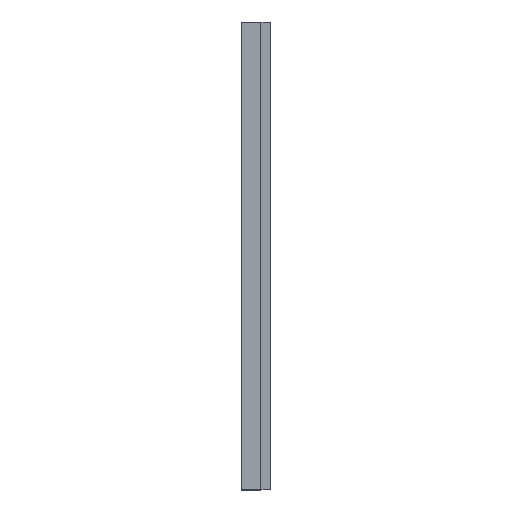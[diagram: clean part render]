
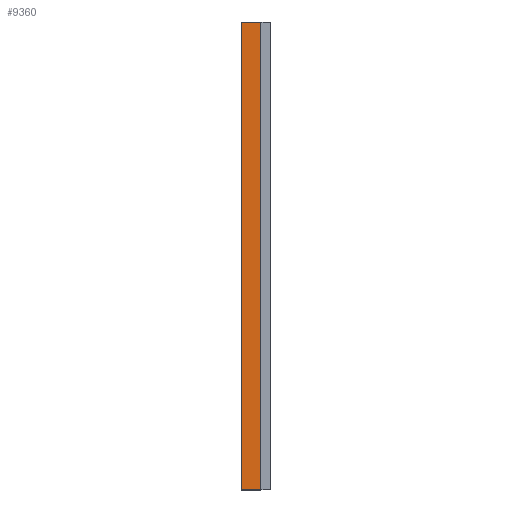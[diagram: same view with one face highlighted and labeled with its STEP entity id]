
A CAD part, left-side view. The second image highlights one B-rep face of the part: STEP entity #9360.
In plain terms, the highlighted face is planar.
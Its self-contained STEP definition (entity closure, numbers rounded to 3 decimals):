
#77 = PLANE('',#78);
#78 = AXIS2_PLACEMENT_3D('',#79,#80,#81);
#79 = CARTESIAN_POINT('',(0.,0.,-38.1));
#80 = DIRECTION('',(0.,1.,0.));
#81 = DIRECTION('',(1.,0.,0.));
#186 = VERTEX_POINT('',#187);
#187 = CARTESIAN_POINT('',(3930.65,0.,
    38.1));
#201 = PLANE('',#202);
#202 = AXIS2_PLACEMENT_3D('',#203,#204,#205);
#203 = CARTESIAN_POINT('',(1971.675,609.6,38.1));
#204 = DIRECTION('',(0.,0.,1.));
#205 = DIRECTION('',(1.,0.,0.));
#213 = EDGE_CURVE('',#214,#186,#216,.T.);
#214 = VERTEX_POINT('',#215);
#215 = CARTESIAN_POINT('',(3930.65,0.,
    -12.7));
#216 = SURFACE_CURVE('',#217,(#221,#228),.PCURVE_S1.);
#217 = LINE('',#218,#219);
#218 = CARTESIAN_POINT('',(3930.65,0.,
    -12.7));
#219 = VECTOR('',#220,1.);
#220 = DIRECTION('',(0.,0.,1.));
#221 = PCURVE('',#77,#222);
#222 = DEFINITIONAL_REPRESENTATION('',(#223),#227);
#223 = LINE('',#224,#225);
#224 = CARTESIAN_POINT('',(3930.65,-25.4));
#225 = VECTOR('',#226,1.);
#226 = DIRECTION('',(0.,-1.));
#227 = ( GEOMETRIC_REPRESENTATION_CONTEXT(2) 
PARAMETRIC_REPRESENTATION_CONTEXT() REPRESENTATION_CONTEXT('2D SPACE',''
  ) );
#228 = PCURVE('',#229,#234);
#229 = PLANE('',#230);
#230 = AXIS2_PLACEMENT_3D('',#231,#232,#233);
#231 = CARTESIAN_POINT('',(3930.65,10020.3,
    -12.7));
#232 = DIRECTION('',(1.,0.,0.));
#233 = DIRECTION('',(0.,-1.,0.));
#234 = DEFINITIONAL_REPRESENTATION('',(#235),#239);
#235 = LINE('',#236,#237);
#236 = CARTESIAN_POINT('',(10020.3,0.));
#237 = VECTOR('',#238,1.);
#238 = DIRECTION('',(0.,-1.));
#239 = ( GEOMETRIC_REPRESENTATION_CONTEXT(2) 
PARAMETRIC_REPRESENTATION_CONTEXT() REPRESENTATION_CONTEXT('2D SPACE',''
  ) );
#257 = PLANE('',#258);
#258 = AXIS2_PLACEMENT_3D('',#259,#260,#261);
#259 = CARTESIAN_POINT('',(3937.,5010.15,-12.7)
  );
#260 = DIRECTION('',(0.,0.,1.));
#261 = DIRECTION('',(0.,1.,0.));
#361 = PLANE('',#362);
#362 = AXIS2_PLACEMENT_3D('',#363,#364,#365);
#363 = CARTESIAN_POINT('',(3943.35,1219.2,-38.1));
#364 = DIRECTION('',(0.,-1.,0.));
#365 = DIRECTION('',(-1.,0.,0.));
#4078 = EDGE_CURVE('',#4079,#186,#4081,.T.);
#4079 = VERTEX_POINT('',#4080);
#4080 = CARTESIAN_POINT('',(3930.65,1219.2,38.1));
#4081 = SURFACE_CURVE('',#4082,(#4086,#4093),.PCURVE_S1.);
#4082 = LINE('',#4083,#4084);
#4083 = CARTESIAN_POINT('',(3930.65,10274.3,
    38.1));
#4084 = VECTOR('',#4085,1.);
#4085 = DIRECTION('',(0.,-1.,0.));
#4086 = PCURVE('',#201,#4087);
#4087 = DEFINITIONAL_REPRESENTATION('',(#4088),#4092);
#4088 = LINE('',#4089,#4090);
#4089 = CARTESIAN_POINT('',(1958.975,9664.7));
#4090 = VECTOR('',#4091,1.);
#4091 = DIRECTION('',(0.,-1.));
#4092 = ( GEOMETRIC_REPRESENTATION_CONTEXT(2) 
PARAMETRIC_REPRESENTATION_CONTEXT() REPRESENTATION_CONTEXT('2D SPACE',''
  ) );
#4093 = PCURVE('',#229,#4094);
#4094 = DEFINITIONAL_REPRESENTATION('',(#4095),#4099);
#4095 = LINE('',#4096,#4097);
#4096 = CARTESIAN_POINT('',(-254.,-50.8));
#4097 = VECTOR('',#4098,1.);
#4098 = DIRECTION('',(1.,0.));
#4099 = ( GEOMETRIC_REPRESENTATION_CONTEXT(2) 
PARAMETRIC_REPRESENTATION_CONTEXT() REPRESENTATION_CONTEXT('2D SPACE',''
  ) );
#9360 = ADVANCED_FACE('',(#9361),#229,.T.);
#9361 = FACE_BOUND('',#9362,.T.);
#9362 = EDGE_LOOP('',(#9363,#9386,#9407,#9408));
#9363 = ORIENTED_EDGE('',*,*,#9364,.F.);
#9364 = EDGE_CURVE('',#9365,#214,#9367,.T.);
#9365 = VERTEX_POINT('',#9366);
#9366 = CARTESIAN_POINT('',(3930.65,1219.2,-12.7));
#9367 = SURFACE_CURVE('',#9368,(#9372,#9379),.PCURVE_S1.);
#9368 = LINE('',#9369,#9370);
#9369 = CARTESIAN_POINT('',(3930.65,10020.3,
    -12.7));
#9370 = VECTOR('',#9371,1.);
#9371 = DIRECTION('',(0.,-1.,0.));
#9372 = PCURVE('',#229,#9373);
#9373 = DEFINITIONAL_REPRESENTATION('',(#9374),#9378);
#9374 = LINE('',#9375,#9376);
#9375 = CARTESIAN_POINT('',(0.,0.));
#9376 = VECTOR('',#9377,1.);
#9377 = DIRECTION('',(1.,0.));
#9378 = ( GEOMETRIC_REPRESENTATION_CONTEXT(2) 
PARAMETRIC_REPRESENTATION_CONTEXT() REPRESENTATION_CONTEXT('2D SPACE',''
  ) );
#9379 = PCURVE('',#257,#9380);
#9380 = DEFINITIONAL_REPRESENTATION('',(#9381),#9385);
#9381 = LINE('',#9382,#9383);
#9382 = CARTESIAN_POINT('',(5010.15,6.35));
#9383 = VECTOR('',#9384,1.);
#9384 = DIRECTION('',(-1.,0.));
#9385 = ( GEOMETRIC_REPRESENTATION_CONTEXT(2) 
PARAMETRIC_REPRESENTATION_CONTEXT() REPRESENTATION_CONTEXT('2D SPACE',''
  ) );
#9386 = ORIENTED_EDGE('',*,*,#9387,.T.);
#9387 = EDGE_CURVE('',#9365,#4079,#9388,.T.);
#9388 = SURFACE_CURVE('',#9389,(#9393,#9400),.PCURVE_S1.);
#9389 = LINE('',#9390,#9391);
#9390 = CARTESIAN_POINT('',(3930.65,1219.2,-12.7));
#9391 = VECTOR('',#9392,1.);
#9392 = DIRECTION('',(0.,0.,1.));
#9393 = PCURVE('',#229,#9394);
#9394 = DEFINITIONAL_REPRESENTATION('',(#9395),#9399);
#9395 = LINE('',#9396,#9397);
#9396 = CARTESIAN_POINT('',(8801.1,0.));
#9397 = VECTOR('',#9398,1.);
#9398 = DIRECTION('',(0.,-1.));
#9399 = ( GEOMETRIC_REPRESENTATION_CONTEXT(2) 
PARAMETRIC_REPRESENTATION_CONTEXT() REPRESENTATION_CONTEXT('2D SPACE',''
  ) );
#9400 = PCURVE('',#361,#9401);
#9401 = DEFINITIONAL_REPRESENTATION('',(#9402),#9406);
#9402 = LINE('',#9403,#9404);
#9403 = CARTESIAN_POINT('',(12.7,-25.4));
#9404 = VECTOR('',#9405,1.);
#9405 = DIRECTION('',(0.,-1.));
#9406 = ( GEOMETRIC_REPRESENTATION_CONTEXT(2) 
PARAMETRIC_REPRESENTATION_CONTEXT() REPRESENTATION_CONTEXT('2D SPACE',''
  ) );
#9407 = ORIENTED_EDGE('',*,*,#4078,.T.);
#9408 = ORIENTED_EDGE('',*,*,#213,.F.);
